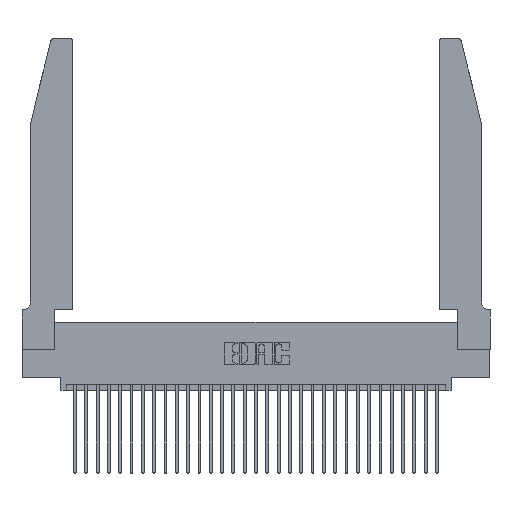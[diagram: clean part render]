
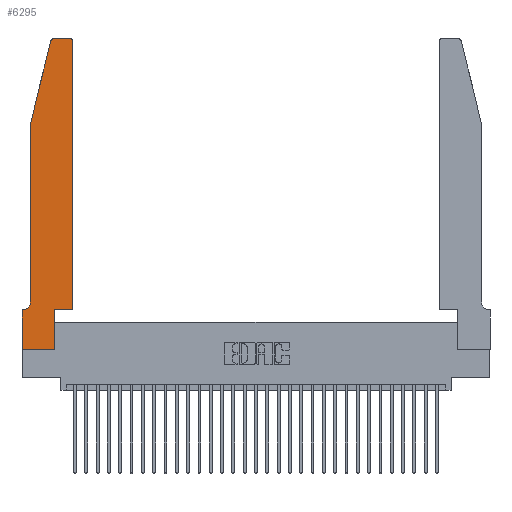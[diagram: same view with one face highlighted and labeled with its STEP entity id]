
A CAD part, top view. The second image highlights one B-rep face of the part: STEP entity #6295.
In plain terms, the highlighted planar face has unit normal (0, 0, 1).
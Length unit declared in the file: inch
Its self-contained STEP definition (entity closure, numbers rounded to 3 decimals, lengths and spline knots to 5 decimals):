
#42 = DIRECTION ( 'NONE',  ( 0., 0., 1. ) ) ;
#119 = ORIENTED_EDGE ( 'NONE', *, *, #29398, .T. ) ;
#492 = CARTESIAN_POINT ( 'NONE',  ( 0.4505, 0.35, 0.37 ) ) ;
#1927 = VERTEX_POINT ( 'NONE', #6572 ) ;
#2402 = PLANE ( 'NONE',  #6467 ) ;
#3060 = DIRECTION ( 'NONE',  ( 0., 1., 0. ) ) ;
#3098 = EDGE_CURVE ( 'NONE', #1927, #11056, #25899, .T. ) ;
#3958 = EDGE_CURVE ( 'NONE', #11536, #1927, #30709, .T. ) ;
#4168 = VECTOR ( 'NONE', #15270, 39.37008 ) ;
#4203 = DIRECTION ( 'NONE',  ( 1., 0., 0. ) ) ;
#4429 = VERTEX_POINT ( 'NONE', #17040 ) ;
#4950 = AXIS2_PLACEMENT_3D ( 'NONE', #20862, #23385, #8793 ) ;
#4990 = VECTOR ( 'NONE', #3060, 39.37008 ) ;
#5584 = CARTESIAN_POINT ( 'NONE',  ( 0.2865, 0.35, 0.37 ) ) ;
#5729 = VECTOR ( 'NONE', #23528, 39.37008 ) ;
#5796 = ORIENTED_EDGE ( 'NONE', *, *, #31749, .T. ) ;
#6295 = ADVANCED_FACE ( 'NONE', ( #26457 ), #2402, .T. ) ;
#6467 = AXIS2_PLACEMENT_3D ( 'NONE', #19678, #42, #28823 ) ;
#6572 = CARTESIAN_POINT ( 'NONE',  ( 0.4505, 0.35, 0.37 ) ) ;
#7151 = DIRECTION ( 'NONE',  ( -1., 0., 0. ) ) ;
#7200 = CARTESIAN_POINT ( 'NONE',  ( 0.0055, 0.35, 0.37 ) ) ;
#7249 = DIRECTION ( 'NONE',  ( 0., -1., 0. ) ) ;
#8460 = CARTESIAN_POINT ( 'NONE',  ( 0.4505, 2.72, 0.37 ) ) ;
#8728 = VERTEX_POINT ( 'NONE', #21601 ) ;
#8740 = EDGE_CURVE ( 'NONE', #17450, #17261, #27109, .T. ) ;
#8793 = DIRECTION ( 'NONE',  ( 1., 0., 0. ) ) ;
#8818 = VERTEX_POINT ( 'NONE', #7200 ) ;
#9115 = CARTESIAN_POINT ( 'NONE',  ( 0., 0., 0.37 ) ) ;
#9121 = LINE ( 'NONE', #5584, #4168 ) ;
#9164 = ORIENTED_EDGE ( 'NONE', *, *, #24051, .T. ) ;
#11018 = ORIENTED_EDGE ( 'NONE', *, *, #3098, .T. ) ;
#11044 = CARTESIAN_POINT ( 'NONE',  ( 0.2865, 0., 0.37 ) ) ;
#11056 = VERTEX_POINT ( 'NONE', #8460 ) ;
#11536 = VERTEX_POINT ( 'NONE', #15346 ) ;
#11882 = CARTESIAN_POINT ( 'NONE',  ( 0., 0., 0.37 ) ) ;
#12248 = CARTESIAN_POINT ( 'NONE',  ( 0.25487, 2.72718, 0.37 ) ) ;
#12392 = VECTOR ( 'NONE', #25458, 39.37008 ) ;
#12521 = VECTOR ( 'NONE', #7249, 39.37008 ) ;
#12549 = VERTEX_POINT ( 'NONE', #21383 ) ;
#12551 = DIRECTION ( 'NONE',  ( 0., 0., -1. ) ) ;
#12890 = ORIENTED_EDGE ( 'NONE', *, *, #13173, .T. ) ;
#13173 = EDGE_CURVE ( 'NONE', #26510, #15434, #17120, .T. ) ;
#14557 = ORIENTED_EDGE ( 'NONE', *, *, #26440, .T. ) ;
#15270 = DIRECTION ( 'NONE',  ( 0., 1., 0. ) ) ;
#15315 = CIRCLE ( 'NONE', #30119, 0.03 ) ;
#15329 = EDGE_CURVE ( 'NONE', #8728, #26510, #21069, .T. ) ;
#15346 = CARTESIAN_POINT ( 'NONE',  ( 0.2865, 0.35, 0.37 ) ) ;
#15434 = VERTEX_POINT ( 'NONE', #23482 ) ;
#16084 = CARTESIAN_POINT ( 'NONE',  ( 0.0755, 2., 0.37 ) ) ;
#16731 = DIRECTION ( 'NONE',  ( -1., 0., 0. ) ) ;
#17040 = CARTESIAN_POINT ( 'NONE',  ( 0.4205, 2.75, 0.37 ) ) ;
#17120 = LINE ( 'NONE', #20920, #5729 ) ;
#17261 = VERTEX_POINT ( 'NONE', #11044 ) ;
#17405 = VECTOR ( 'NONE', #26483, 39.37008 ) ;
#17450 = VERTEX_POINT ( 'NONE', #11882 ) ;
#18758 = LINE ( 'NONE', #26625, #31945 ) ;
#19158 = LINE ( 'NONE', #19586, #12521 ) ;
#19586 = CARTESIAN_POINT ( 'NONE',  ( 0., 0., 0.37 ) ) ;
#19669 = CARTESIAN_POINT ( 'NONE',  ( 0.2605, 2.75, 0.37 ) ) ;
#19678 = CARTESIAN_POINT ( 'NONE',  ( 0., 0.35, 0.37 ) ) ;
#19962 = CARTESIAN_POINT ( 'NONE',  ( 0.0055, 0.42, 0.37 ) ) ;
#19963 = ORIENTED_EDGE ( 'NONE', *, *, #8740, .T. ) ;
#20049 = ORIENTED_EDGE ( 'NONE', *, *, #31033, .T. ) ;
#20457 = CARTESIAN_POINT ( 'NONE',  ( 0.4505, 0.35, 0.37 ) ) ;
#20528 = LINE ( 'NONE', #19669, #26341 ) ;
#20862 = CARTESIAN_POINT ( 'NONE',  ( 0.284, 2.72, 0.37 ) ) ;
#20920 = CARTESIAN_POINT ( 'NONE',  ( 0.0755, 2., 0.37 ) ) ;
#21069 = CIRCLE ( 'NONE', #4950, 0.03 ) ;
#21383 = CARTESIAN_POINT ( 'NONE',  ( 0.0755, 0.42, 0.37 ) ) ;
#21601 = CARTESIAN_POINT ( 'NONE',  ( 0.284, 2.75, 0.37 ) ) ;
#21728 = EDGE_CURVE ( 'NONE', #12549, #8818, #26789, .T. ) ;
#22397 = ORIENTED_EDGE ( 'NONE', *, *, #21728, .T. ) ;
#22415 = VECTOR ( 'NONE', #25892, 39.37008 ) ;
#23186 = EDGE_LOOP ( 'NONE', ( #14557, #31852, #12890, #20049, #22397, #23735, #9164, #19963, #119, #31641, #11018, #5796 ) ) ;
#23385 = DIRECTION ( 'NONE',  ( 0., 0., 1. ) ) ;
#23482 = CARTESIAN_POINT ( 'NONE',  ( 0.0755, 2., 0.37 ) ) ;
#23528 = DIRECTION ( 'NONE',  ( -0.239, -0.971, 0. ) ) ;
#23735 = ORIENTED_EDGE ( 'NONE', *, *, #24008, .T. ) ;
#24001 = CARTESIAN_POINT ( 'NONE',  ( 0.4205, 2.72, 0.37 ) ) ;
#24008 = EDGE_CURVE ( 'NONE', #8818, #29922, #18758, .T. ) ;
#24051 = EDGE_CURVE ( 'NONE', #29922, #17450, #19158, .T. ) ;
#25116 = LINE ( 'NONE', #16084, #22415 ) ;
#25410 = AXIS2_PLACEMENT_3D ( 'NONE', #19962, #12551, #27531 ) ;
#25458 = DIRECTION ( 'NONE',  ( 1., 0., 0. ) ) ;
#25892 = DIRECTION ( 'NONE',  ( 0., -1., 0. ) ) ;
#25899 = LINE ( 'NONE', #492, #4990 ) ;
#26341 = VECTOR ( 'NONE', #16731, 39.37008 ) ;
#26440 = EDGE_CURVE ( 'NONE', #4429, #8728, #20528, .T. ) ;
#26457 = FACE_OUTER_BOUND ( 'NONE', #23186, .T. ) ;
#26483 = DIRECTION ( 'NONE',  ( 1., 0., 0. ) ) ;
#26510 = VERTEX_POINT ( 'NONE', #12248 ) ;
#26625 = CARTESIAN_POINT ( 'NONE',  ( 0.0755, 0.35, 0.37 ) ) ;
#26789 = CIRCLE ( 'NONE', #25410, 0.07 ) ;
#27109 = LINE ( 'NONE', #9115, #17405 ) ;
#27334 = CARTESIAN_POINT ( 'NONE',  ( 0., 0.35, 0.37 ) ) ;
#27531 = DIRECTION ( 'NONE',  ( -1., 0., 0. ) ) ;
#28823 = DIRECTION ( 'NONE',  ( 1., 0., 0. ) ) ;
#29174 = DIRECTION ( 'NONE',  ( 0., 0., 1. ) ) ;
#29398 = EDGE_CURVE ( 'NONE', #17261, #11536, #9121, .T. ) ;
#29922 = VERTEX_POINT ( 'NONE', #27334 ) ;
#30119 = AXIS2_PLACEMENT_3D ( 'NONE', #24001, #29174, #4203 ) ;
#30709 = LINE ( 'NONE', #20457, #12392 ) ;
#31033 = EDGE_CURVE ( 'NONE', #15434, #12549, #25116, .T. ) ;
#31641 = ORIENTED_EDGE ( 'NONE', *, *, #3958, .T. ) ;
#31749 = EDGE_CURVE ( 'NONE', #11056, #4429, #15315, .T. ) ;
#31852 = ORIENTED_EDGE ( 'NONE', *, *, #15329, .T. ) ;
#31945 = VECTOR ( 'NONE', #7151, 39.37008 ) ;
